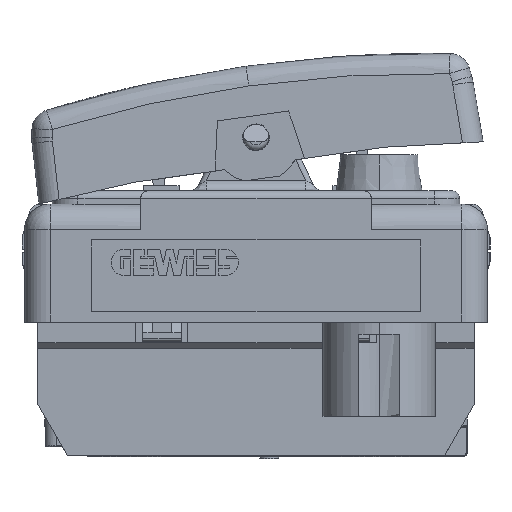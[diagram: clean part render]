
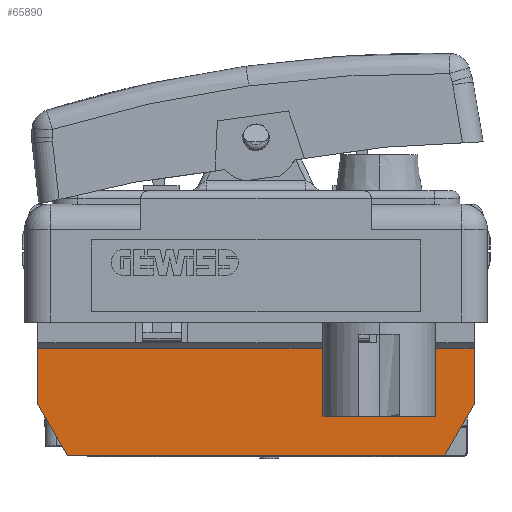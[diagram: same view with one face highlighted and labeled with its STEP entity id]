
A CAD part, left-side view. The second image highlights one B-rep face of the part: STEP entity #65890.
In plain terms, the highlighted face is planar.
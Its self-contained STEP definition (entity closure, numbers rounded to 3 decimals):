
#65822=AXIS2_PLACEMENT_3D('Plane Axis2P3D',#65819,#65820,#65821) ;
#65111=CARTESIAN_POINT('Vertex',(11.,-9.941,22.)) ;
#65114=CARTESIAN_POINT('Line Origine',(11.,-12.,22.)) ;
#65118=CARTESIAN_POINT('Vertex',(11.,-14.059,22.)) ;
#65792=CARTESIAN_POINT('Vertex',(11.,-9.941,15.35)) ;
#65795=CARTESIAN_POINT('Line Origine',(11.,-9.941,12.)) ;
#65819=CARTESIAN_POINT('Axis2P3D Location',(11.,0.,15.35)) ;
#65824=CARTESIAN_POINT('Line Origine',(11.,-19.807,23.3)) ;
#65828=CARTESIAN_POINT('Vertex',(11.,-21.25,20.8)) ;
#65830=CARTESIAN_POINT('Vertex',(11.,-18.363,25.8)) ;
#65833=CARTESIAN_POINT('Line Origine',(11.,-21.25,18.075)) ;
#65837=CARTESIAN_POINT('Vertex',(11.,-21.25,15.35)) ;
#65840=CARTESIAN_POINT('Line Origine',(11.,-17.655,15.35)) ;
#65844=CARTESIAN_POINT('Vertex',(11.,-14.059,15.35)) ;
#65847=CARTESIAN_POINT('Line Origine',(11.,-14.059,18.675)) ;
#65852=CARTESIAN_POINT('Line Origine',(11.,5.655,15.35)) ;
#65856=CARTESIAN_POINT('Vertex',(11.,21.25,15.35)) ;
#65859=CARTESIAN_POINT('Line Origine',(11.,21.25,18.075)) ;
#65863=CARTESIAN_POINT('Vertex',(11.,21.25,20.8)) ;
#65866=CARTESIAN_POINT('Line Origine',(11.,19.807,23.3)) ;
#65870=CARTESIAN_POINT('Vertex',(11.,18.363,25.8)) ;
#65873=CARTESIAN_POINT('Line Origine',(11.,0.,25.8)) ;
#65115=DIRECTION('Vector Direction',(0.,-1.,0.)) ;
#65796=DIRECTION('Vector Direction',(0.,0.,1.)) ;
#65820=DIRECTION('Axis2P3D Direction',(-1.,0.,0.)) ;
#65821=DIRECTION('Axis2P3D XDirection',(0.,0.,1.)) ;
#65825=DIRECTION('Vector Direction',(0.,-0.5,-0.866)) ;
#65834=DIRECTION('Vector Direction',(0.,0.,1.)) ;
#65841=DIRECTION('Vector Direction',(0.,1.,0.)) ;
#65848=DIRECTION('Vector Direction',(0.,0.,1.)) ;
#65853=DIRECTION('Vector Direction',(0.,1.,0.)) ;
#65860=DIRECTION('Vector Direction',(0.,0.,1.)) ;
#65867=DIRECTION('Vector Direction',(0.,-0.5,0.866)) ;
#65874=DIRECTION('Vector Direction',(0.,1.,0.)) ;
#65116=VECTOR('Line Direction',#65115,1.) ;
#65797=VECTOR('Line Direction',#65796,1.) ;
#65826=VECTOR('Line Direction',#65825,1.) ;
#65835=VECTOR('Line Direction',#65834,1.) ;
#65842=VECTOR('Line Direction',#65841,1.) ;
#65849=VECTOR('Line Direction',#65848,1.) ;
#65854=VECTOR('Line Direction',#65853,1.) ;
#65861=VECTOR('Line Direction',#65860,1.) ;
#65868=VECTOR('Line Direction',#65867,1.) ;
#65875=VECTOR('Line Direction',#65874,1.) ;
#65879=ORIENTED_EDGE('',*,*,#65832,.F.) ;
#65880=ORIENTED_EDGE('',*,*,#65839,.F.) ;
#65881=ORIENTED_EDGE('',*,*,#65846,.T.) ;
#65882=ORIENTED_EDGE('',*,*,#65851,.T.) ;
#65883=ORIENTED_EDGE('',*,*,#65120,.F.) ;
#65884=ORIENTED_EDGE('',*,*,#65799,.F.) ;
#65885=ORIENTED_EDGE('',*,*,#65858,.T.) ;
#65886=ORIENTED_EDGE('',*,*,#65865,.T.) ;
#65887=ORIENTED_EDGE('',*,*,#65872,.F.) ;
#65888=ORIENTED_EDGE('',*,*,#65877,.F.) ;
#65890=ADVANCED_FACE('PartBody',(#65889),#65823,.F.) ;
#65120=EDGE_CURVE('',#65112,#65119,#65117,.T.) ;
#65799=EDGE_CURVE('',#65793,#65112,#65798,.T.) ;
#65832=EDGE_CURVE('',#65829,#65831,#65827,.F.) ;
#65839=EDGE_CURVE('',#65838,#65829,#65836,.T.) ;
#65846=EDGE_CURVE('',#65838,#65845,#65843,.T.) ;
#65851=EDGE_CURVE('',#65845,#65119,#65850,.T.) ;
#65858=EDGE_CURVE('',#65793,#65857,#65855,.T.) ;
#65865=EDGE_CURVE('',#65857,#65864,#65862,.T.) ;
#65872=EDGE_CURVE('',#65871,#65864,#65869,.F.) ;
#65877=EDGE_CURVE('',#65831,#65871,#65876,.T.) ;
#65878=EDGE_LOOP('',(#65879,#65880,#65881,#65882,#65883,#65884,#65885,#65886,#65887,#65888)) ;
#65889=FACE_OUTER_BOUND('',#65878,.T.) ;
#65117=LINE('Line',#65114,#65116) ;
#65798=LINE('Line',#65795,#65797) ;
#65827=LINE('Line',#65824,#65826) ;
#65836=LINE('Line',#65833,#65835) ;
#65843=LINE('Line',#65840,#65842) ;
#65850=LINE('Line',#65847,#65849) ;
#65855=LINE('Line',#65852,#65854) ;
#65862=LINE('Line',#65859,#65861) ;
#65869=LINE('Line',#65866,#65868) ;
#65876=LINE('Line',#65873,#65875) ;
#65823=PLANE('',#65822) ;
#65112=VERTEX_POINT('',#65111) ;
#65119=VERTEX_POINT('',#65118) ;
#65793=VERTEX_POINT('',#65792) ;
#65829=VERTEX_POINT('',#65828) ;
#65831=VERTEX_POINT('',#65830) ;
#65838=VERTEX_POINT('',#65837) ;
#65845=VERTEX_POINT('',#65844) ;
#65857=VERTEX_POINT('',#65856) ;
#65864=VERTEX_POINT('',#65863) ;
#65871=VERTEX_POINT('',#65870) ;
